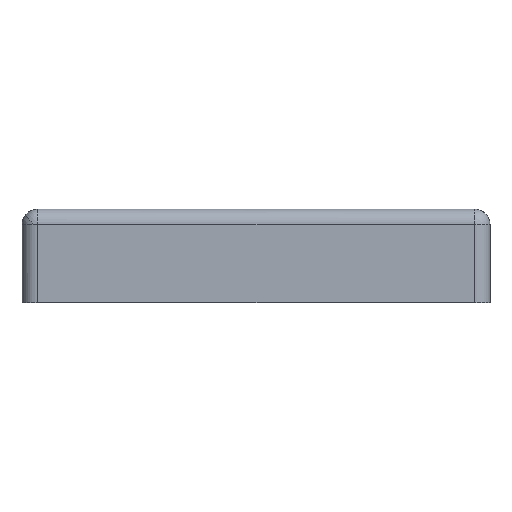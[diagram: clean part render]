
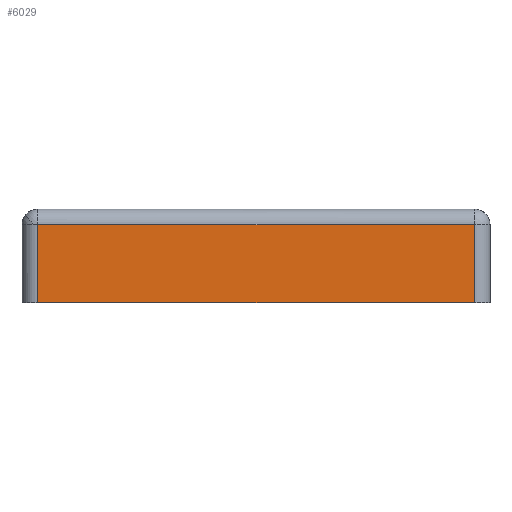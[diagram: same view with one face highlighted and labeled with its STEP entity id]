
A CAD part, left-side view. The second image highlights one B-rep face of the part: STEP entity #6029.
In plain terms, the highlighted planar face has unit normal (-1, 0, 0).
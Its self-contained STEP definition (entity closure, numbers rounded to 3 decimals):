
#262 = DIRECTION ( 'NONE',  ( 0., 0., 1. ) ) ;
#283 = AXIS2_PLACEMENT_3D ( 'NONE', #5527, #5533, #5491 ) ;
#623 = LINE ( 'NONE', #4411, #7046 ) ;
#945 = VECTOR ( 'NONE', #1581, 1000. ) ;
#1071 = EDGE_CURVE ( 'NONE', #3129, #4738, #1360, .T. ) ;
#1360 = LINE ( 'NONE', #1600, #945 ) ;
#1366 = VERTEX_POINT ( 'NONE', #4772 ) ;
#1532 = VECTOR ( 'NONE', #3910, 1000. ) ;
#1581 = DIRECTION ( 'NONE',  ( 0., -1., 0. ) ) ;
#1584 = EDGE_LOOP ( 'NONE', ( #3905, #5443, #5026, #2146 ) ) ;
#1600 = CARTESIAN_POINT ( 'NONE',  ( -30., 30., 10. ) ) ;
#2127 = DIRECTION ( 'NONE',  ( 0., 0., -1. ) ) ;
#2146 = ORIENTED_EDGE ( 'NONE', *, *, #1071, .F. ) ;
#2997 = EDGE_CURVE ( 'NONE', #4738, #4487, #623, .T. ) ;
#3003 = EDGE_CURVE ( 'NONE', #1366, #3129, #3612, .T. ) ;
#3061 = EDGE_CURVE ( 'NONE', #4487, #1366, #5072, .T. ) ;
#3129 = VERTEX_POINT ( 'NONE', #6657 ) ;
#3612 = LINE ( 'NONE', #6868, #6990 ) ;
#3905 = ORIENTED_EDGE ( 'NONE', *, *, #3003, .F. ) ;
#3910 = DIRECTION ( 'NONE',  ( 0., 1., 0. ) ) ;
#4271 = CARTESIAN_POINT ( 'NONE',  ( -30., -28., 10. ) ) ;
#4411 = CARTESIAN_POINT ( 'NONE',  ( -30., -28., 12. ) ) ;
#4487 = VERTEX_POINT ( 'NONE', #6466 ) ;
#4738 = VERTEX_POINT ( 'NONE', #4271 ) ;
#4772 = CARTESIAN_POINT ( 'NONE',  ( -30., 28., 0. ) ) ;
#5026 = ORIENTED_EDGE ( 'NONE', *, *, #2997, .F. ) ;
#5072 = LINE ( 'NONE', #5663, #1532 ) ;
#5443 = ORIENTED_EDGE ( 'NONE', *, *, #3061, .F. ) ;
#5491 = DIRECTION ( 'NONE',  ( 0., 1., 0. ) ) ;
#5508 = PLANE ( 'NONE',  #283 ) ;
#5527 = CARTESIAN_POINT ( 'NONE',  ( -30., 30., 12. ) ) ;
#5533 = DIRECTION ( 'NONE',  ( 1., 0., 0. ) ) ;
#5663 = CARTESIAN_POINT ( 'NONE',  ( -30., 30., 0. ) ) ;
#5851 = FACE_OUTER_BOUND ( 'NONE', #1584, .T. ) ;
#6029 = ADVANCED_FACE ( 'NONE', ( #5851 ), #5508, .F. ) ;
#6466 = CARTESIAN_POINT ( 'NONE',  ( -30., -28., 0. ) ) ;
#6657 = CARTESIAN_POINT ( 'NONE',  ( -30., 28., 10. ) ) ;
#6868 = CARTESIAN_POINT ( 'NONE',  ( -30., 28., 12. ) ) ;
#6990 = VECTOR ( 'NONE', #262, 1000. ) ;
#7046 = VECTOR ( 'NONE', #2127, 1000. ) ;
